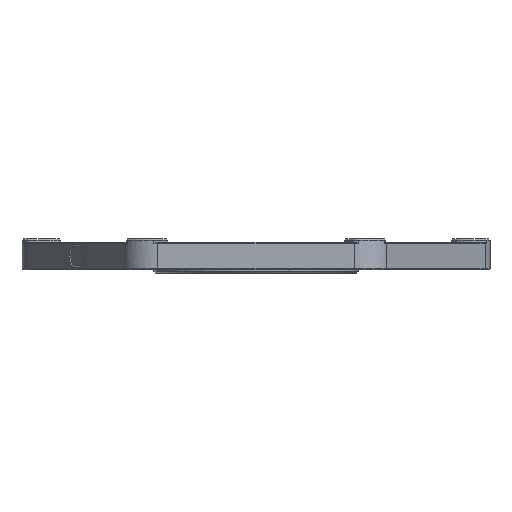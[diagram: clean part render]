
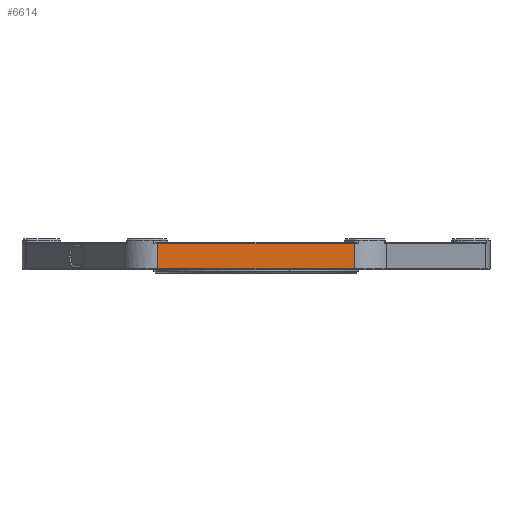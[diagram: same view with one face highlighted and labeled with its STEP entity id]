
A CAD part, front view. The second image highlights one B-rep face of the part: STEP entity #6614.
In plain terms, the highlighted planar face has unit normal (0, -1, 0).
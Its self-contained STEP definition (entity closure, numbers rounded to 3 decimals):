
#68 = VERTEX_POINT ( 'NONE', #8050 ) ;
#138 = ORIENTED_EDGE ( 'NONE', *, *, #2878, .T. ) ;
#546 = DIRECTION ( 'NONE',  ( 0., 0., 1. ) ) ;
#1071 = LINE ( 'NONE', #6192, #3615 ) ;
#1205 = DIRECTION ( 'NONE',  ( 0., 0., -1. ) ) ;
#1411 = ORIENTED_EDGE ( 'NONE', *, *, #10118, .T. ) ;
#2003 = VECTOR ( 'NONE', #1205, 1000. ) ;
#2268 = EDGE_LOOP ( 'NONE', ( #138, #1411, #8176, #9509 ) ) ;
#2753 = LINE ( 'NONE', #6154, #3056 ) ;
#2815 = VERTEX_POINT ( 'NONE', #3667 ) ;
#2878 = EDGE_CURVE ( 'NONE', #4441, #2815, #7284, .T. ) ;
#3056 = VECTOR ( 'NONE', #5319, 1000. ) ;
#3159 = CARTESIAN_POINT ( 'NONE',  ( 15.877, -33.5, -2.25 ) ) ;
#3615 = VECTOR ( 'NONE', #8637, 1000. ) ;
#3667 = CARTESIAN_POINT ( 'NONE',  ( 15.877, -33.5, 2.05 ) ) ;
#4157 = CARTESIAN_POINT ( 'NONE',  ( -15.877, -33.5, -2.05 ) ) ;
#4441 = VERTEX_POINT ( 'NONE', #6167 ) ;
#5319 = DIRECTION ( 'NONE',  ( -1., 0., 0. ) ) ;
#5813 = DIRECTION ( 'NONE',  ( 1., 0., 0. ) ) ;
#6154 = CARTESIAN_POINT ( 'NONE',  ( -19.341, -33.5, 2.05 ) ) ;
#6167 = CARTESIAN_POINT ( 'NONE',  ( 15.877, -33.5, -2.05 ) ) ;
#6192 = CARTESIAN_POINT ( 'NONE',  ( 15.877, -33.5, -2.05 ) ) ;
#6251 = VERTEX_POINT ( 'NONE', #4157 ) ;
#6614 = ADVANCED_FACE ( 'NONE', ( #9906 ), #10018, .T. ) ;
#6850 = VECTOR ( 'NONE', #546, 1000. ) ;
#7284 = LINE ( 'NONE', #3159, #6850 ) ;
#7535 = DIRECTION ( 'NONE',  ( 0., -1., 0. ) ) ;
#7988 = LINE ( 'NONE', #8450, #2003 ) ;
#8050 = CARTESIAN_POINT ( 'NONE',  ( -15.877, -33.5, 2.05 ) ) ;
#8176 = ORIENTED_EDGE ( 'NONE', *, *, #9687, .T. ) ;
#8357 = CARTESIAN_POINT ( 'NONE',  ( -19.341, -33.5, -2.25 ) ) ;
#8450 = CARTESIAN_POINT ( 'NONE',  ( -15.877, -33.5, -2.25 ) ) ;
#8637 = DIRECTION ( 'NONE',  ( 1., 0., 0. ) ) ;
#9509 = ORIENTED_EDGE ( 'NONE', *, *, #10489, .T. ) ;
#9687 = EDGE_CURVE ( 'NONE', #68, #6251, #7988, .T. ) ;
#9906 = FACE_OUTER_BOUND ( 'NONE', #2268, .T. ) ;
#10018 = PLANE ( 'NONE',  #10633 ) ;
#10118 = EDGE_CURVE ( 'NONE', #2815, #68, #2753, .T. ) ;
#10489 = EDGE_CURVE ( 'NONE', #6251, #4441, #1071, .T. ) ;
#10633 = AXIS2_PLACEMENT_3D ( 'NONE', #8357, #7535, #5813 ) ;
